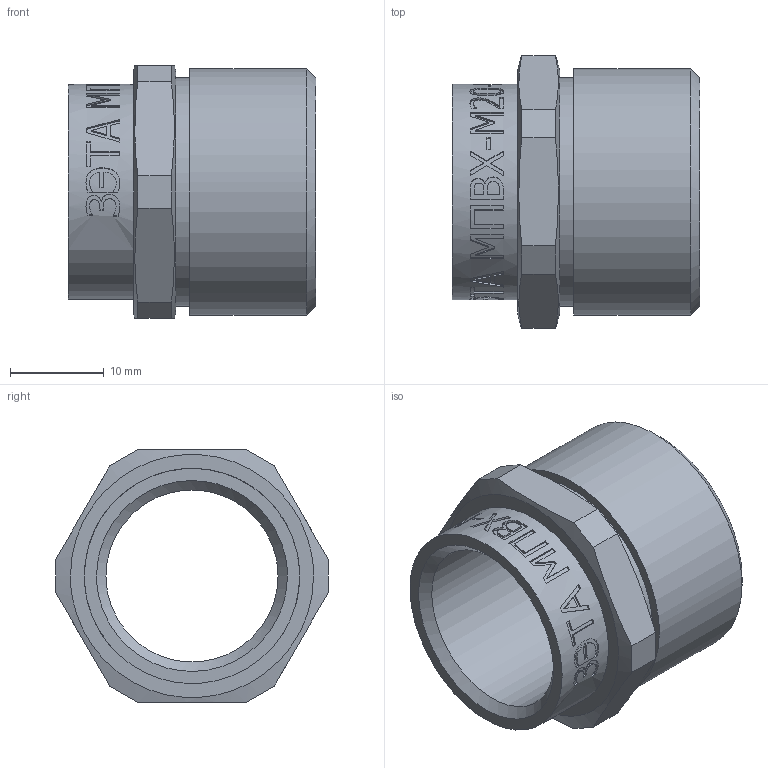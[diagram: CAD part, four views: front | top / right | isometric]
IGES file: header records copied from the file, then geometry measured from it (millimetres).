
Global section: file name: 5 MPVX-M20-G3_4; native system: Autodesk Inventor 2015; preprocessor: unknown; author: Борисов Е.В.,,11,0,; ; date: 20161001.213232; units: millimetre
Bounding box: 26.5 x 29.18 x 27 mm (x, y, z)
Volume: 5953 mm3; surface area: 4480.4 mm2
Topology: 1 solids, 1 shells, 285 faces, 788 edges, 529 vertices
Faces by surface type: bspline 285
